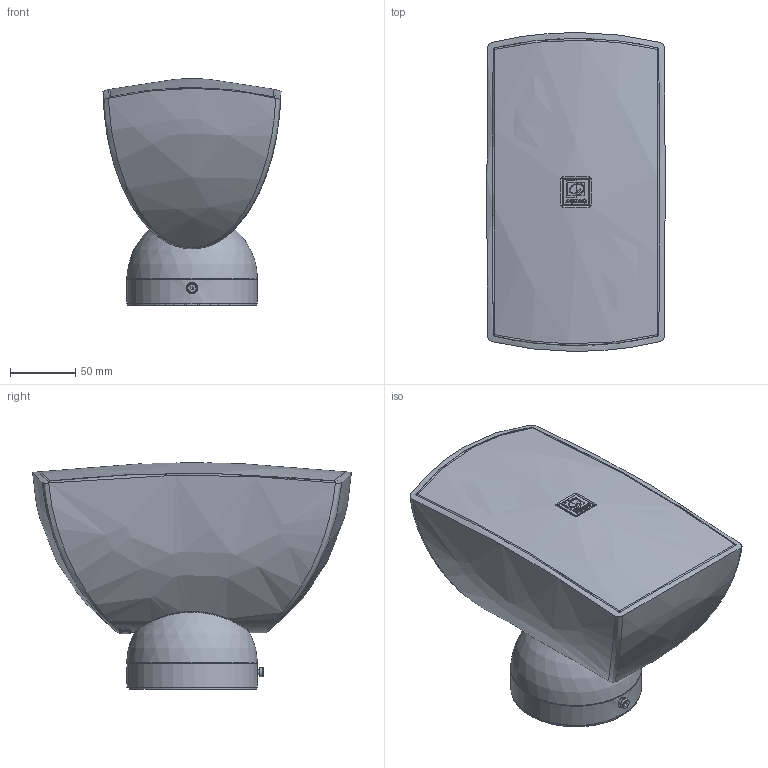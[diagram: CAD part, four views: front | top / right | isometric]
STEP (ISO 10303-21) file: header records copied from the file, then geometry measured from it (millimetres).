
FILE_DESCRIPTION(/* description */ (''),/* implementation_level */ '2;1');
FILE_NAME(/* name */ 'AUDAC-ATEO4M.stp',/* time_stamp */ '2024-07-30T10:33:56+02:00',/* author */ ('nick'),/* organization */ (''),/* preprocessor_version */ 'ST-DEVELOPER v20',/* originating_system */ 'Autodesk Inventor 2025',/* authorisation */ '');
FILE_SCHEMA (('AUTOMOTIVE_DESIGN { 1 0 10303 214 3 1 1 }'));
Length unit declared in the file: millimetre
Products named in the file (1): AUDAC-ATEO4M
Bounding box: 136.02 x 243.65 x 173 mm (x, y, z)
Volume: 2653813.1 mm3; surface area: 231286.8 mm2
Topology: 3 solids, 6 shells, 978 faces, 2629 edges, 1705 vertices
Faces by surface type: plane 426, bspline 261, cylinder 181, cone 43, sphere 35, torus 32
Full cylindrical faces by diameter (mm): 3.2 x1, 4 x1, 4.5 x1, 5 x4, 6 x5, 7 x1, 8 x1, 9 x1, 33 x1, 93 x1
Entity records: 42094 total; most frequent: CARTESIAN_POINT 18985, ORIENTED_EDGE 5232, DIRECTION 4169, EDGE_CURVE 2616, VERTEX_POINT 1705, AXIS2_PLACEMENT_3D 1466, LINE 1237, VECTOR 1237
